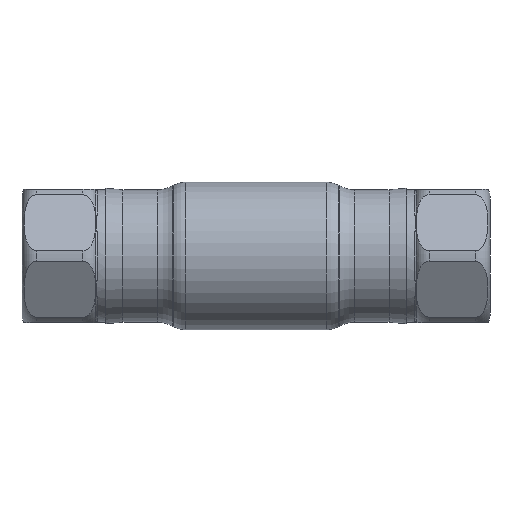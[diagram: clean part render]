
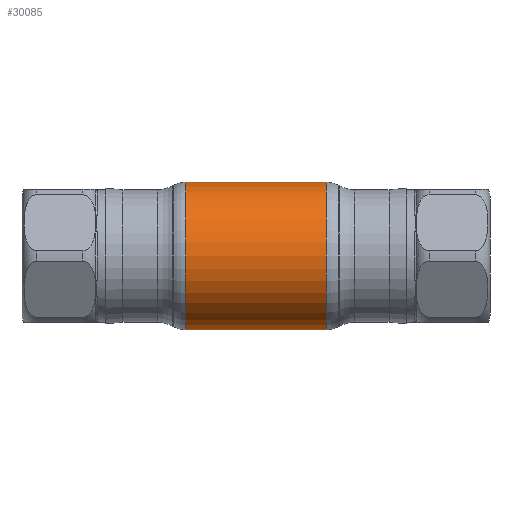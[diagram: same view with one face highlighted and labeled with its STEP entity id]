
A CAD part, front view. The second image highlights one B-rep face of the part: STEP entity #30085.
In plain terms, the highlighted cylindrical face has radius 15 mm (diameter 30 mm), a partial arc.
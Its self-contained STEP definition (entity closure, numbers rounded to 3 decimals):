
#2510 = DIRECTION ( 'NONE',  ( -1., 0., 0. ) ) ;
#5655 = DIRECTION ( 'NONE',  ( 0., 0., 1. ) ) ;
#7164 = CARTESIAN_POINT ( 'NONE',  ( -14.285, 0., 0. ) ) ;
#7284 = ORIENTED_EDGE ( 'NONE', *, *, #33080, .F. ) ;
#9338 = CARTESIAN_POINT ( 'NONE',  ( -14.285, 0., -15. ) ) ;
#11274 = EDGE_CURVE ( 'NONE', #28299, #23190, #26051, .T. ) ;
#12481 = CARTESIAN_POINT ( 'NONE',  ( -62.69, 0., 15. ) ) ;
#13140 = DIRECTION ( 'NONE',  ( -1., 0., 0. ) ) ;
#14900 = DIRECTION ( 'NONE',  ( -1., 0., 0. ) ) ;
#18017 = VERTEX_POINT ( 'NONE', #9338 ) ;
#22379 = LINE ( 'NONE', #46090, #52663 ) ;
#22681 = DIRECTION ( 'NONE',  ( -1., 0., 0. ) ) ;
#23190 = VERTEX_POINT ( 'NONE', #60612 ) ;
#23220 = CYLINDRICAL_SURFACE ( 'NONE', #59911, 15. ) ;
#23298 = DIRECTION ( 'NONE',  ( 0., 0., 1. ) ) ;
#23601 = CARTESIAN_POINT ( 'NONE',  ( 14.285, 0., 0. ) ) ;
#25016 = ORIENTED_EDGE ( 'NONE', *, *, #33855, .F. ) ;
#26051 = CIRCLE ( 'NONE', #50596, 15. ) ;
#26648 = DIRECTION ( 'NONE',  ( -1., 0., 0. ) ) ;
#27815 = FACE_OUTER_BOUND ( 'NONE', #43933, .T. ) ;
#28299 = VERTEX_POINT ( 'NONE', #48428 ) ;
#29905 = CIRCLE ( 'NONE', #36755, 15. ) ;
#30085 = ADVANCED_FACE ( 'NONE', ( #27815 ), #23220, .T. ) ;
#33080 = EDGE_CURVE ( 'NONE', #28299, #18017, #22379, .T. ) ;
#33855 = EDGE_CURVE ( 'NONE', #18017, #36241, #29905, .T. ) ;
#36241 = VERTEX_POINT ( 'NONE', #47960 ) ;
#36755 = AXIS2_PLACEMENT_3D ( 'NONE', #7164, #2510, #59208 ) ;
#37948 = CARTESIAN_POINT ( 'NONE',  ( -62.69, 0., 0. ) ) ;
#43933 = EDGE_LOOP ( 'NONE', ( #7284, #43956, #59322, #25016 ) ) ;
#43956 = ORIENTED_EDGE ( 'NONE', *, *, #11274, .T. ) ;
#46090 = CARTESIAN_POINT ( 'NONE',  ( -62.69, 0., -15. ) ) ;
#47960 = CARTESIAN_POINT ( 'NONE',  ( -14.285, 0., 15. ) ) ;
#48428 = CARTESIAN_POINT ( 'NONE',  ( 14.285, 0., -15. ) ) ;
#50596 = AXIS2_PLACEMENT_3D ( 'NONE', #23601, #22681, #23298 ) ;
#50642 = LINE ( 'NONE', #12481, #59542 ) ;
#52374 = EDGE_CURVE ( 'NONE', #23190, #36241, #50642, .T. ) ;
#52663 = VECTOR ( 'NONE', #13140, 1000. ) ;
#59208 = DIRECTION ( 'NONE',  ( 0., 0., 1. ) ) ;
#59322 = ORIENTED_EDGE ( 'NONE', *, *, #52374, .T. ) ;
#59542 = VECTOR ( 'NONE', #26648, 1000. ) ;
#59911 = AXIS2_PLACEMENT_3D ( 'NONE', #37948, #14900, #5655 ) ;
#60612 = CARTESIAN_POINT ( 'NONE',  ( 14.285, 0., 15. ) ) ;
